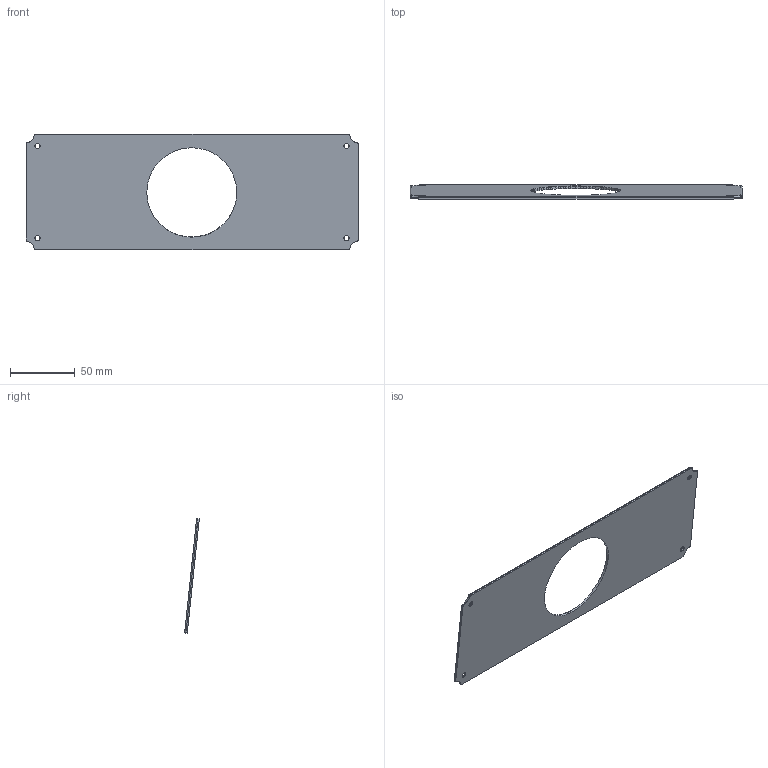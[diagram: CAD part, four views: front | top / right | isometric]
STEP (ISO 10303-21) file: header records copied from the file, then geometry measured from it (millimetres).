
FILE_DESCRIPTION(/* description */ (''),/* implementation_level */ '2;1');
FILE_NAME(/* name */ 'Weight_TopPlateOnly.step',/* time_stamp */ '2023-03-25T23:25:45-04:00',/* author */ (''),/* organization */ (''),/* preprocessor_version */ 'ST-DEVELOPER v19.2',/* originating_system */ 'Autodesk Translation Framework v11.17.0.187',/* authorisation */ '');
FILE_SCHEMA (('AUTOMOTIVE_DESIGN { 1 0 10303 214 3 1 1 }'));
Length unit declared in the file: millimetre
Products named in the file (1): TwoPieceWeight
Bounding box: 257.29 x 11.25 x 89.18 mm (x, y, z)
Volume: 37872 mm3; surface area: 39690.3 mm2
Topology: 1 solids, 1 shells, 222 faces, 546 edges, 322 vertices
Faces by surface type: bspline 180, cylinder 20, sphere 8, plane 6, torus 4, cone 4
Full cylindrical faces by diameter (mm): 6 x4
Entity records: 9035 total; most frequent: CARTESIAN_POINT 4864, ORIENTED_EDGE 1084, EDGE_CURVE 542, DIRECTION 414, VERTEX_POINT 322, B_SPLINE_CURVE_WITH_KNOTS 270, EDGE_LOOP 232, FACE_OUTER_BOUND 222
